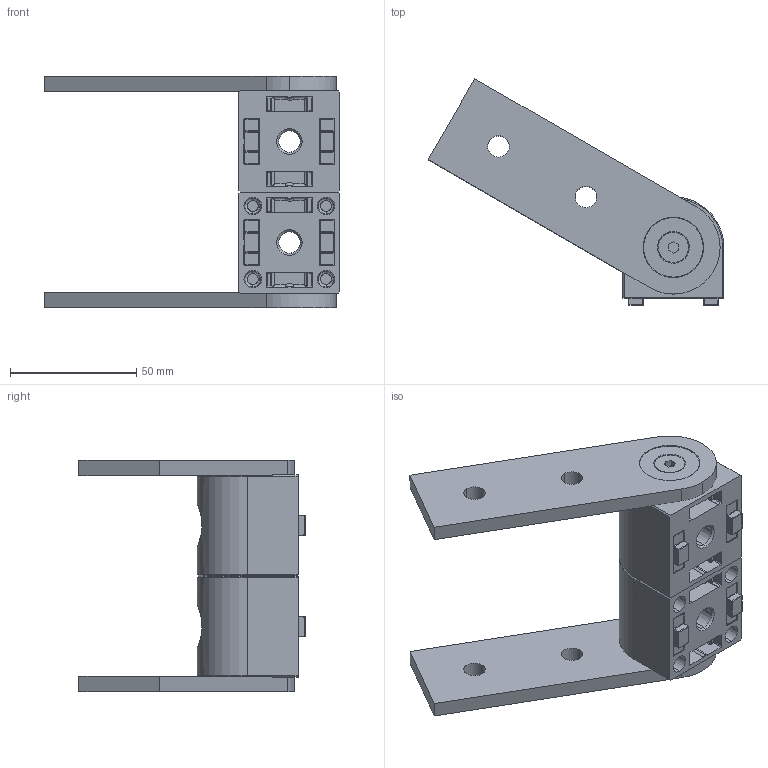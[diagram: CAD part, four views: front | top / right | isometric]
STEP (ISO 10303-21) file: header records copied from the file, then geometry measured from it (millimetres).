
FILE_DESCRIPTION (( 'STEP AP203' ), '1' );
FILE_NAME ('284532207_c_1.STEP', '2022-12-27T04:14:36', ( '' ), ( '' ), 'SwSTEP 2.0', 'SolidWorks 2014', '' );
FILE_SCHEMA (( 'CONFIG_CONTROL_DESIGN' ));
Length unit declared in the file: millimetre
Products named in the file (1): 284532207_c_1
Bounding box: 117.15 x 89.57 x 91.5 mm (x, y, z)
Volume: 143447.1 mm3; surface area: 54096 mm2
Topology: 14 solids, 14 shells, 923 faces, 2026 edges, 1142 vertices
Faces by surface type: cylinder 397, plane 241, bspline 222, cone 63
Entity records: 30546 total; most frequent: CARTESIAN_POINT 11619, ORIENTED_EDGE 4020, DIRECTION 3774, EDGE_CURVE 2010, AXIS2_PLACEMENT_3D 1411, VERTEX_POINT 1142, EDGE_LOOP 978, LINE 952
